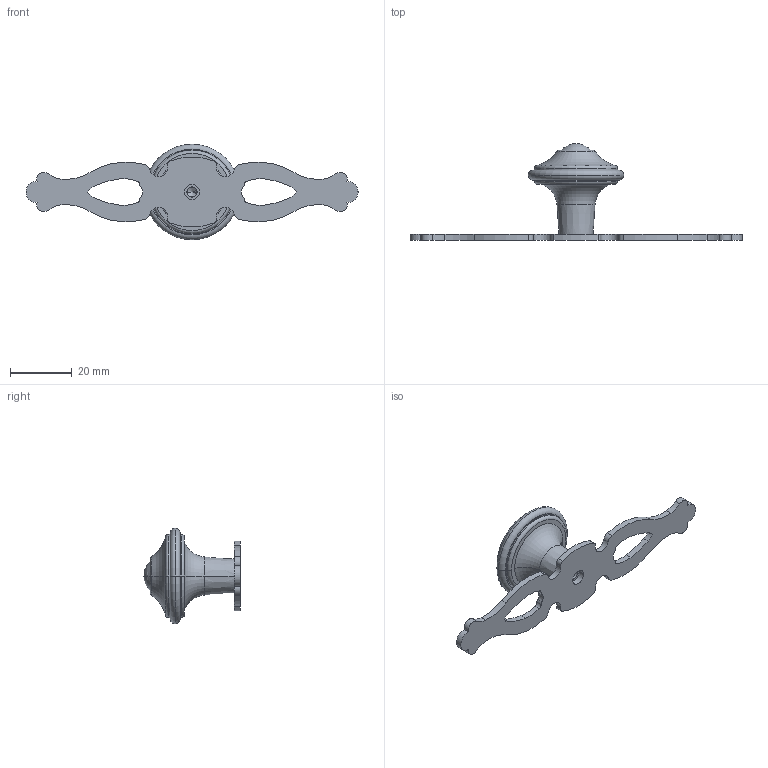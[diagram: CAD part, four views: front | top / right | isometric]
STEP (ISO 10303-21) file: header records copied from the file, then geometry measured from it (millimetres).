
FILE_DESCRIPTION(('Creo Elements/Direct Modeling STEP Export'),'2;1');
FILE_NAME('1702-108.stp','2018-08-28T13:19:13',(''),(''),'Creo Elements/Direct Modeling STEP processor for AP214 (Solid Model)','Creo Elements/Direct Modeling 20.0 12-Nov-2016 (C) Parametric Technology GmbH','');
FILE_SCHEMA(('AUTOMOTIVE_DESIGN { 1 0 10303 214 1 1 1 1 }'));
Length unit declared in the file: millimetre
Products named in the file (1): 1702-108
Bounding box: 107.58 x 31.3 x 30.9 mm (x, y, z)
Volume: 9881.1 mm3; surface area: 5724.7 mm2
Topology: 1 solids, 1 shells, 92 faces, 238 edges, 152 vertices
Faces by surface type: cylinder 64, torus 14, plane 8, cone 4, sphere 2
Entity records: 2804 total; most frequent: DIRECTION 542, ORIENTED_EDGE 468, CARTESIAN_POINT 457, AXIS2_PLACEMENT_3D 237, EDGE_CURVE 234, VERTEX_POINT 152, CIRCLE 144, EDGE_LOOP 104
